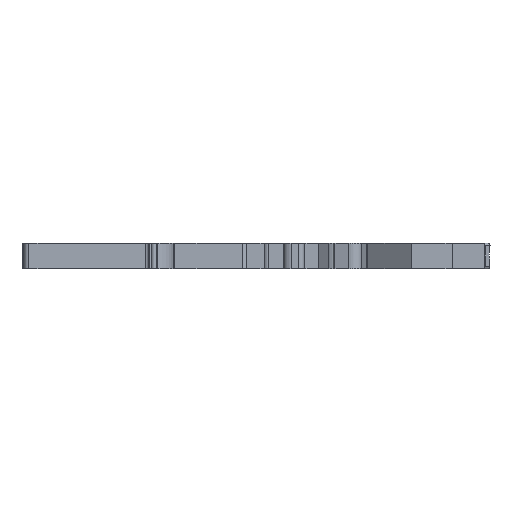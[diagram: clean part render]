
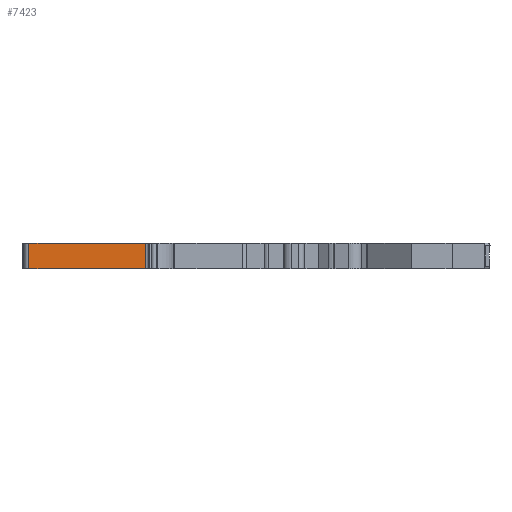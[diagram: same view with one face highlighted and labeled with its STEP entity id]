
A CAD part, front view. The second image highlights one B-rep face of the part: STEP entity #7423.
In plain terms, the highlighted planar face has unit normal (0, -1, 0).
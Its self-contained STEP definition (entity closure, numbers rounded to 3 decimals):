
#2200=DIRECTION('',(-1.,0.,0.));
#2201=VECTOR('',#2200,22.8);
#2202=CARTESIAN_POINT('',(-21.25,-34.,-2.5));
#2203=LINE('',#2202,#2201);
#2204=DIRECTION('',(1.,0.,0.));
#2205=VECTOR('',#2204,22.8);
#2206=CARTESIAN_POINT('',(-44.05,-34.,2.5));
#2207=LINE('',#2206,#2205);
#2208=DIRECTION('',(0.,0.,-1.));
#2209=VECTOR('',#2208,5.);
#2210=CARTESIAN_POINT('',(-21.25,-34.,2.5));
#2211=LINE('',#2210,#2209);
#2212=DIRECTION('',(0.,0.,-1.));
#2213=VECTOR('',#2212,5.);
#2214=CARTESIAN_POINT('',(-44.05,-34.,2.5));
#2215=LINE('',#2214,#2213);
#3825=CARTESIAN_POINT('',(-44.05,-34.,-2.5));
#3826=VERTEX_POINT('',#3825);
#3827=CARTESIAN_POINT('',(-21.25,-34.,-2.5));
#3828=VERTEX_POINT('',#3827);
#4185=CARTESIAN_POINT('',(-21.25,-34.,2.5));
#4186=VERTEX_POINT('',#4185);
#4187=CARTESIAN_POINT('',(-44.05,-34.,2.5));
#4188=VERTEX_POINT('',#4187);
#7411=CARTESIAN_POINT('',(-32.65,-34.,0.));
#7412=DIRECTION('',(0.,1.,0.));
#7413=DIRECTION('',(1.,0.,0.));
#7414=AXIS2_PLACEMENT_3D('',#7411,#7412,#7413);
#7415=PLANE('',#7414);
#7416=ORIENTED_EDGE('',*,*,#5200,.T.);
#7418=ORIENTED_EDGE('',*,*,#7417,.F.);
#7419=ORIENTED_EDGE('',*,*,#5522,.T.);
#7420=ORIENTED_EDGE('',*,*,#7404,.T.);
#7421=EDGE_LOOP('',(#7416,#7418,#7419,#7420));
#7422=FACE_OUTER_BOUND('',#7421,.F.);
#5200=EDGE_CURVE('',#3828,#3826,#2203,.T.);
#5522=EDGE_CURVE('',#4188,#4186,#2207,.T.);
#7404=EDGE_CURVE('',#4186,#3828,#2211,.T.);
#7417=EDGE_CURVE('',#4188,#3826,#2215,.T.);
#7423=ADVANCED_FACE('',(#7422),#7415,.F.);
